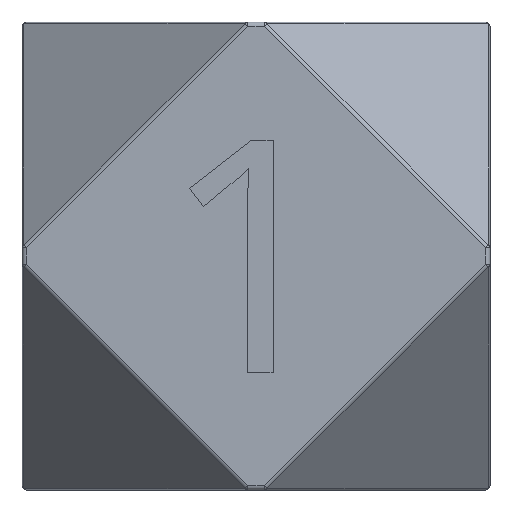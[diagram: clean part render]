
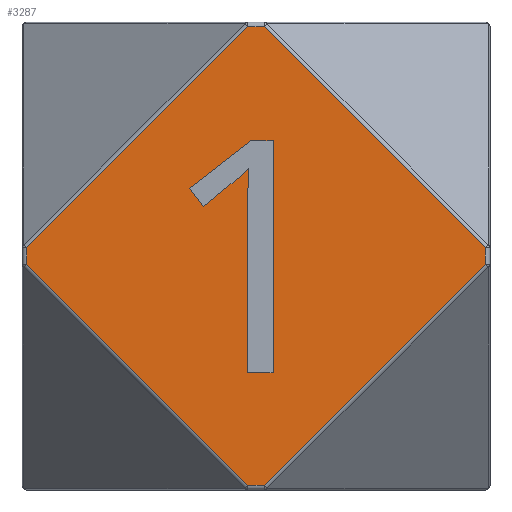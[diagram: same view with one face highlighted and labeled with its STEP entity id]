
A CAD part, front view. The second image highlights one B-rep face of the part: STEP entity #3287.
In plain terms, the highlighted planar face has unit normal (0, -1, 0).
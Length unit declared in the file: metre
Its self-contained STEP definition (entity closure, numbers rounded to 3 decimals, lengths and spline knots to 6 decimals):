
#279=B_SPLINE_CURVE_WITH_KNOTS('',2,(#5232,#5233,#5234),.UNSPECIFIED.,.F.,
 .F.,(3,3),(0.,1.),.PIECEWISE_BEZIER_KNOTS.);
#280=B_SPLINE_CURVE_WITH_KNOTS('',2,(#5236,#5237,#5238),.UNSPECIFIED.,.F.,
 .F.,(3,3),(0.,1.),.PIECEWISE_BEZIER_KNOTS.);
#281=B_SPLINE_CURVE_WITH_KNOTS('',2,(#5240,#5241,#5242),.UNSPECIFIED.,.F.,
 .F.,(3,3),(0.,1.),.PIECEWISE_BEZIER_KNOTS.);
#501=ORIENTED_EDGE('',*,*,#1497,.T.);
#502=ORIENTED_EDGE('',*,*,#1498,.T.);
#503=ORIENTED_EDGE('',*,*,#1499,.T.);
#504=ORIENTED_EDGE('',*,*,#1500,.T.);
#505=ORIENTED_EDGE('',*,*,#1501,.T.);
#506=ORIENTED_EDGE('',*,*,#1502,.T.);
#507=ORIENTED_EDGE('',*,*,#1503,.T.);
#508=ORIENTED_EDGE('',*,*,#1504,.T.);
#509=ORIENTED_EDGE('',*,*,#1505,.T.);
#510=ORIENTED_EDGE('',*,*,#1506,.T.);
#511=ORIENTED_EDGE('',*,*,#1507,.T.);
#512=ORIENTED_EDGE('',*,*,#1508,.T.);
#513=ORIENTED_EDGE('',*,*,#1509,.T.);
#514=ORIENTED_EDGE('',*,*,#1510,.T.);
#515=ORIENTED_EDGE('',*,*,#1511,.T.);
#516=ORIENTED_EDGE('',*,*,#1512,.T.);
#517=ORIENTED_EDGE('',*,*,#1513,.T.);
#1497=EDGE_CURVE('',#1995,#1996,#2244,.F.);
#1498=EDGE_CURVE('',#1996,#1997,#2245,.F.);
#1499=EDGE_CURVE('',#1997,#1998,#2246,.F.);
#1500=EDGE_CURVE('',#1998,#1999,#2247,.F.);
#1501=EDGE_CURVE('',#1999,#2000,#2248,.T.);
#1502=EDGE_CURVE('',#2000,#2001,#2249,.F.);
#1503=EDGE_CURVE('',#2001,#2002,#2250,.T.);
#1504=EDGE_CURVE('',#2002,#1995,#2251,.F.);
#1505=EDGE_CURVE('',#2003,#2004,#2252,.T.);
#1506=EDGE_CURVE('',#2004,#2005,#2253,.T.);
#1507=EDGE_CURVE('',#2005,#2006,#2254,.T.);
#1508=EDGE_CURVE('',#2006,#2007,#279,.T.);
#1509=EDGE_CURVE('',#2007,#2008,#280,.T.);
#1510=EDGE_CURVE('',#2008,#2009,#281,.T.);
#1511=EDGE_CURVE('',#2009,#2010,#2255,.T.);
#1512=EDGE_CURVE('',#2010,#2011,#2256,.T.);
#1513=EDGE_CURVE('',#2011,#2003,#2257,.T.);
#1995=VERTEX_POINT('',#5210);
#1996=VERTEX_POINT('',#5211);
#1997=VERTEX_POINT('',#5213);
#1998=VERTEX_POINT('',#5215);
#1999=VERTEX_POINT('',#5217);
#2000=VERTEX_POINT('',#5219);
#2001=VERTEX_POINT('',#5221);
#2002=VERTEX_POINT('',#5223);
#2003=VERTEX_POINT('',#5226);
#2004=VERTEX_POINT('',#5227);
#2005=VERTEX_POINT('',#5229);
#2006=VERTEX_POINT('',#5231);
#2007=VERTEX_POINT('',#5235);
#2008=VERTEX_POINT('',#5239);
#2009=VERTEX_POINT('',#5243);
#2010=VERTEX_POINT('',#5245);
#2011=VERTEX_POINT('',#5247);
#2244=LINE('',#5209,#2522);
#2245=LINE('',#5212,#2523);
#2246=LINE('',#5214,#2524);
#2247=LINE('',#5216,#2525);
#2248=LINE('',#5218,#2526);
#2249=LINE('',#5220,#2527);
#2250=LINE('',#5222,#2528);
#2251=LINE('',#5224,#2529);
#2252=LINE('',#5225,#2530);
#2253=LINE('',#5228,#2531);
#2254=LINE('',#5230,#2532);
#2255=LINE('',#5244,#2533);
#2256=LINE('',#5246,#2534);
#2257=LINE('',#5248,#2535);
#2522=VECTOR('',#4230,1.);
#2523=VECTOR('',#4231,1.);
#2524=VECTOR('',#4232,1.);
#2525=VECTOR('',#4233,1.);
#2526=VECTOR('',#4234,1.);
#2527=VECTOR('',#4235,1.);
#2528=VECTOR('',#4236,1.);
#2529=VECTOR('',#4237,1.);
#2530=VECTOR('',#4238,1.);
#2531=VECTOR('',#4239,1.);
#2532=VECTOR('',#4240,1.);
#2533=VECTOR('',#4241,1.);
#2534=VECTOR('',#4242,1.);
#2535=VECTOR('',#4243,1.);
#2736=EDGE_LOOP('',(#501,#502,#503,#504,#505,#506,#507,#508));
#2737=EDGE_LOOP('',(#509,#510,#511,#512,#513,#514,#515,#516,#517));
#2944=FACE_BOUND('',#2736,.T.);
#2945=FACE_BOUND('',#2737,.T.);
#3147=PLANE('',#3949);
#3287=ADVANCED_FACE('',(#2944,#2945),#3147,.T.);
#3949=AXIS2_PLACEMENT_3D('',#5208,#4228,#4229);
#4228=DIRECTION('',(0.,-1.,0.));
#4229=DIRECTION('',(0.,0.,-1.));
#4230=DIRECTION('',(-1.,0.,0.));
#4231=DIRECTION('',(-0.707,0.,-0.707));
#4232=DIRECTION('',(0.,0.,-1.));
#4233=DIRECTION('',(0.707,0.,-0.707));
#4234=DIRECTION('',(-1.,0.,0.));
#4235=DIRECTION('',(0.707,0.,0.707));
#4236=DIRECTION('',(0.,0.,-1.));
#4237=DIRECTION('',(-0.707,0.,0.707));
#4238=DIRECTION('',(0.,0.,-1.));
#4239=DIRECTION('',(-1.,0.,0.));
#4240=DIRECTION('',(0.,0.,1.));
#4241=DIRECTION('',(-0.611,0.,0.791));
#4242=DIRECTION('',(0.791,0.,0.612));
#4243=DIRECTION('',(1.,0.,0.));
#5208=CARTESIAN_POINT('',(0.,-0.025,0.05));
#5209=CARTESIAN_POINT('',(0.000751,-0.025,0.0005));
#5210=CARTESIAN_POINT('',(-0.000885,-0.025,0.0005));
#5211=CARTESIAN_POINT('',(0.000885,-0.025,0.0005));
#5212=CARTESIAN_POINT('',(0.024817,-0.025,0.024432));
#5213=CARTESIAN_POINT('',(0.0245,-0.025,0.024115));
#5214=CARTESIAN_POINT('',(0.0245,-0.025,0.05));
#5215=CARTESIAN_POINT('',(0.0245,-0.025,0.025885));
#5216=CARTESIAN_POINT('',(0.000568,-0.025,0.049817));
#5217=CARTESIAN_POINT('',(0.000885,-0.025,0.0495));
#5218=CARTESIAN_POINT('',(0.,-0.025,0.0495));
#5219=CARTESIAN_POINT('',(-0.000885,-0.025,0.0495));
#5220=CARTESIAN_POINT('',(-0.024817,-0.025,0.025568));
#5221=CARTESIAN_POINT('',(-0.0245,-0.025,0.025885));
#5222=CARTESIAN_POINT('',(-0.0245,-0.025,0.024249));
#5223=CARTESIAN_POINT('',(-0.0245,-0.025,0.024115));
#5224=CARTESIAN_POINT('',(-0.000568,-0.025,0.000183));
#5225=CARTESIAN_POINT('',(0.001823,-0.025,0.024894));
#5226=CARTESIAN_POINT('',(0.001823,-0.025,0.037288));
#5227=CARTESIAN_POINT('',(0.001823,-0.025,0.0125));
#5228=CARTESIAN_POINT('',(0.00045,-0.025,0.0125));
#5229=CARTESIAN_POINT('',(-0.000923,-0.025,0.0125));
#5230=CARTESIAN_POINT('',(-0.000923,-0.025,0.021332));
#5231=CARTESIAN_POINT('',(-0.000923,-0.025,0.030165));
#5232=CARTESIAN_POINT('',(-0.000923,-0.025,0.030165));
#5233=CARTESIAN_POINT('',(-0.000923,-0.025,0.032373));
#5234=CARTESIAN_POINT('',(-0.000787,-0.025,0.034337));
#5235=CARTESIAN_POINT('',(-0.000787,-0.025,0.034337));
#5236=CARTESIAN_POINT('',(-0.000787,-0.025,0.034337));
#5237=CARTESIAN_POINT('',(-0.00114,-0.025,0.033979));
#5238=CARTESIAN_POINT('',(-0.001582,-0.025,0.033591));
#5239=CARTESIAN_POINT('',(-0.001582,-0.025,0.033591));
#5240=CARTESIAN_POINT('',(-0.001582,-0.025,0.033591));
#5241=CARTESIAN_POINT('',(-0.002024,-0.025,0.033203));
#5242=CARTESIAN_POINT('',(-0.005616,-0.025,0.030284));
#5243=CARTESIAN_POINT('',(-0.005616,-0.025,0.030284));
#5244=CARTESIAN_POINT('',(-0.006362,-0.025,0.03125));
#5245=CARTESIAN_POINT('',(-0.007108,-0.025,0.032216));
#5246=CARTESIAN_POINT('',(-0.003828,-0.025,0.034752));
#5247=CARTESIAN_POINT('',(-0.000548,-0.025,0.037288));
#5248=CARTESIAN_POINT('',(0.000637,-0.025,0.037288));
